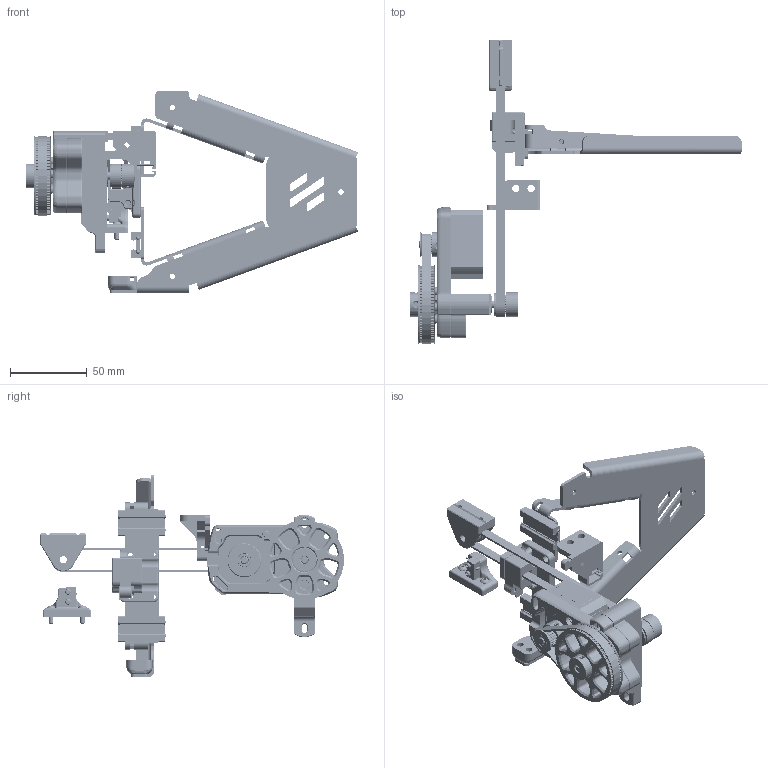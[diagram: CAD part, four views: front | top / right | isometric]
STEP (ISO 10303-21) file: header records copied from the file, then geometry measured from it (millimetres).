
FILE_DESCRIPTION(/* description */ (''),/* implementation_level */ '2;1');
FILE_NAME(/* name */ 'v0.1_belted_z_kirigami.step',/* time_stamp */ '2021-12-07T22:46:04-05:00',/* author */ (''),/* organization */ (''),/* preprocessor_version */ 'ST-DEVELOPER v18.1',/* originating_system */ 'Autodesk Translation Framework v10.10.0.1391',/* authorisation */ '');
FILE_SCHEMA (('AUTOMOTIVE_DESIGN { 1 0 10303 214 3 1 1 }'));
Products named in the file (38): VORON V0.1 Assembly_Z_Bed; Z_Endstop; Z_Endstop_Mount; Omron_D2F_F-1; M3x10 BHCS-1; M2x10 self tapping screw for plastic-1; MGN7-H-1; V0-zbelt-mod-beta1c; V0-ZBelt-Printed-Parts; V0-ZBelt-Pancake-Stepper-Bracket-ver1-Keyed-BETA1 (1); V0-ZBelt-FrontBottom-Bracket-ver1-Keyed-BETA2; V0-ZBelt-Top-Idler-Front-BETA1; V0-ZBelt-Top-Idler-Back-BETA1; M4-80T Gear v1; GT2 20T 6mm Powge v2 (1); M3x8 BHCS; 5mmx70mm-Shaft-with-Flats; NEMA17 Midsize v1; GT2 20T 6mm Powge v2; Belts-Pulleys-Guides; GT2 20T 6mm-complete; GT2 Z-Belt Cut Loop; GT2 Belt Loop - 188mm (2); MF105-bearing; MF105-rubber; MF105-bearing (1); MF105-rubber (1); F695 2RS (4); F695 2RS (2); F695 2RS (3); V0-BeltZ-BedMount-BETA4; V0_sheet_metal_bed; sheet_metal_belt_chain_mount; beltchain_holder; sheet_metal_igus_chain_mount; Belted Z Kirigami Mount; Bottom Belt Clamp; Top Belt Clamp
Assembly tree (44 placements, depth 5):
  VORON V0.1 Assembly_Z_Bed
    Z_Endstop
      Z_Endstop_Mount
      M3x10 BHCS-1  x2
      Omron_D2F_F-1
      M2x10 self tapping screw for plastic-1  x2
    MGN7-H-1  x2
    V0-zbelt-mod-beta1c
      V0-ZBelt-Printed-Parts
        V0-ZBelt-Pancake-Stepper-Bracket-ver1-Keyed-BETA1 (1)
        V0-ZBelt-FrontBottom-Bracket-ver1-Keyed-BETA2
        V0-ZBelt-Top-Idler-Front-BETA1
        V0-ZBelt-Top-Idler-Back-BETA1
        M4-80T Gear v1
          GT2 20T 6mm Powge v2 (1)
          M3x8 BHCS  x5
      5mmx70mm-Shaft-with-Flats
      NEMA17 Midsize v1
        GT2 20T 6mm Powge v2
      Belts-Pulleys-Guides
        GT2 20T 6mm-complete
        GT2 Z-Belt Cut Loop
        GT2 Belt Loop - 188mm (2)
        MF105-bearing
          MF105-rubber
        MF105-bearing (1)
          MF105-rubber (1)
        F695 2RS (4)
        F695 2RS (2)
        F695 2RS (3)
      V0-BeltZ-BedMount-BETA4
    V0_sheet_metal_bed
      sheet_metal_belt_chain_mount
        beltchain_holder
      sheet_metal_igus_chain_mount
    Belted Z Kirigami Mount
      Bottom Belt Clamp
      Top Belt Clamp
Bounding box: 216.4 x 198.17 x 132 mm (x, y, z)
Volume: 160513.4 mm3; surface area: 120882 mm2
Topology: 69 solids, 77 shells, 5510 faces, 15800 edges, 10142 vertices
Faces by surface type: plane 2868, cylinder 1977, cone 355, torus 149, bspline 142, sphere 19
Full cylindrical faces by diameter (mm): 0.8 x8, 1.28 x22, 1.7 x2, 2 x9, 2.1 x9, 2.2 x18, 2.5 x8, 2.659 x8, 2.8 x1, 2.997 x12, 3 x21, 3.1 x6, 3.4 x21, 3.5 x7, 3.75 x2, 4.4 x4, 4.6 x1, 4.7 x9, 4.8 x2, 4.991 x2, 5 x10, 5.001 x2, 5.182 x1, 5.2 x1, 5.4 x1, 5.7 x7, 6 x4, 6.5 x7, 7 x5, 7.468 x1
Entity records: 182100 total; most frequent: CARTESIAN_POINT 42114, DIRECTION 29990, ORIENTED_EDGE 29520, EDGE_CURVE 14760, AXIS2_PLACEMENT_3D 10658, VERTEX_POINT 9473, LINE 8674, VECTOR 8674
